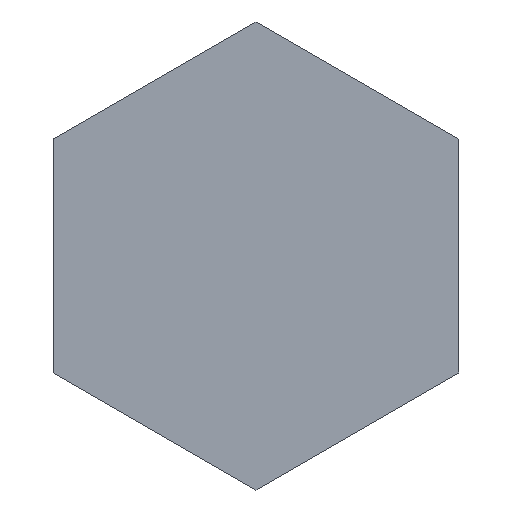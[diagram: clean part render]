
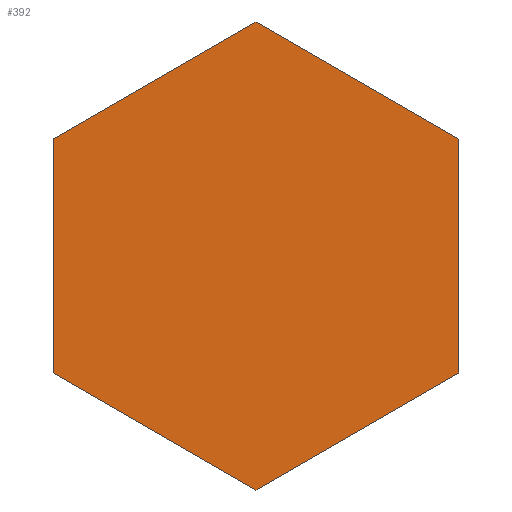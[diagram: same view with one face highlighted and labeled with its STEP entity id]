
A CAD part, front view. The second image highlights one B-rep face of the part: STEP entity #392.
In plain terms, the highlighted planar face has unit normal (0, -1, 0).
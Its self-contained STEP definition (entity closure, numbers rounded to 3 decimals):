
#47=LINE('',#560,#65);
#48=LINE('',#563,#66);
#49=LINE('',#565,#67);
#50=LINE('',#567,#68);
#51=LINE('',#569,#69);
#52=LINE('',#571,#70);
#65=VECTOR('',#475,1000.);
#66=VECTOR('',#476,1000.);
#67=VECTOR('',#477,1000.);
#68=VECTOR('',#478,1000.);
#69=VECTOR('',#479,1000.);
#70=VECTOR('',#480,1000.);
#83=PLANE('',#434);
#97=ORIENTED_EDGE('',*,*,#197,.F.);
#98=ORIENTED_EDGE('',*,*,#198,.F.);
#99=ORIENTED_EDGE('',*,*,#199,.F.);
#100=ORIENTED_EDGE('',*,*,#200,.F.);
#101=ORIENTED_EDGE('',*,*,#201,.F.);
#102=ORIENTED_EDGE('',*,*,#202,.F.);
#197=EDGE_CURVE('',#247,#248,#47,.T.);
#198=EDGE_CURVE('',#249,#247,#48,.T.);
#199=EDGE_CURVE('',#250,#249,#49,.T.);
#200=EDGE_CURVE('',#251,#250,#50,.T.);
#201=EDGE_CURVE('',#252,#251,#51,.T.);
#202=EDGE_CURVE('',#248,#252,#52,.T.);
#247=VERTEX_POINT('',#561);
#248=VERTEX_POINT('',#562);
#249=VERTEX_POINT('',#564);
#250=VERTEX_POINT('',#566);
#251=VERTEX_POINT('',#568);
#252=VERTEX_POINT('',#570);
#297=EDGE_LOOP('',(#97,#98,#99,#100,#101,#102));
#341=FACE_BOUND('',#297,.T.);
#392=ADVANCED_FACE('',(#341),#83,.F.);
#434=AXIS2_PLACEMENT_3D('',#559,#473,#474);
#473=DIRECTION('',(0.,1.,0.));
#474=DIRECTION('',(0.,0.,1.));
#475=DIRECTION('',(0.,0.,1.));
#476=DIRECTION('',(-0.866,0.,0.5));
#477=DIRECTION('',(-0.866,0.,-0.5));
#478=DIRECTION('',(0.,0.,-1.));
#479=DIRECTION('',(0.866,0.,-0.5));
#480=DIRECTION('',(0.866,0.,0.5));
#559=CARTESIAN_POINT('',(0.,0.,0.));
#560=CARTESIAN_POINT('',(-8.5,0.,-4.907));
#561=CARTESIAN_POINT('',(-8.5,0.,-4.907));
#562=CARTESIAN_POINT('',(-8.5,0.,4.907));
#563=CARTESIAN_POINT('',(0.,0.,-9.815));
#564=CARTESIAN_POINT('',(0.,0.,-9.815));
#565=CARTESIAN_POINT('',(8.5,0.,-4.907));
#566=CARTESIAN_POINT('',(8.5,0.,-4.907));
#567=CARTESIAN_POINT('',(8.5,0.,4.907));
#568=CARTESIAN_POINT('',(8.5,0.,4.907));
#569=CARTESIAN_POINT('',(0.,0.,9.815));
#570=CARTESIAN_POINT('',(0.,0.,9.815));
#571=CARTESIAN_POINT('',(-8.5,0.,4.907));
